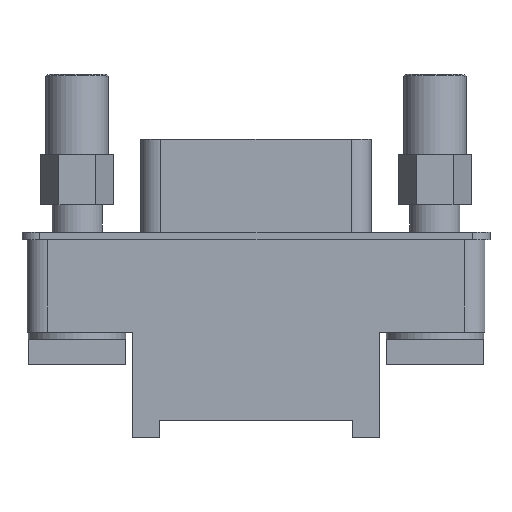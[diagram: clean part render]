
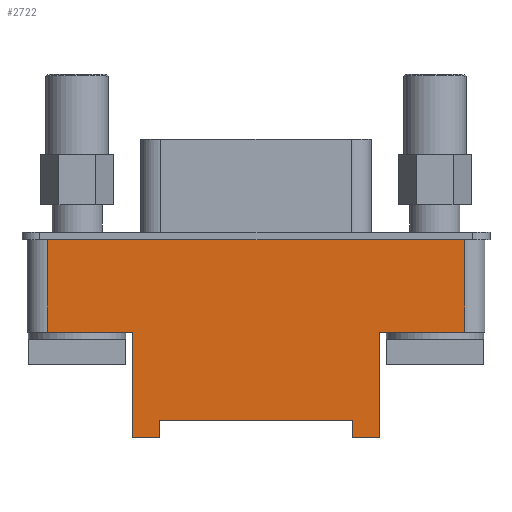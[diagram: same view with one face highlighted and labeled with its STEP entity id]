
A CAD part, top view. The second image highlights one B-rep face of the part: STEP entity #2722.
In plain terms, the highlighted planar face has unit normal (0, 0, 1).
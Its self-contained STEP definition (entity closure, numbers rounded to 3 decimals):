
#2619=CARTESIAN_POINT('',(11.665,-2.788,7.684));
#2620=DIRECTION('',(0.0,0.0,1.0));
#2621=DIRECTION('',(0.0,1.0,0.0));
#2622=AXIS2_PLACEMENT_3D('',#2619,#2620,#2621);
#2623=PLANE('',#2622);
#2624=CARTESIAN_POINT('',(-10.605,3.048,7.683));
#2625=VERTEX_POINT('',#2624);
#2626=CARTESIAN_POINT('',(-6.287,3.048,7.683));
#2627=VERTEX_POINT('',#2626);
#2628=CARTESIAN_POINT('',(-10.605,3.048,7.683));
#2629=DIRECTION('',(1.0,0.0,0.0));
#2630=VECTOR('',#2629,4.318);
#2631=LINE('',#2628,#2630);
#2632=EDGE_CURVE('',#2625,#2627,#2631,.T.);
#2633=ORIENTED_EDGE('',*,*,#2632,.T.);
#2634=CARTESIAN_POINT('',(-6.287,-2.286,7.683));
#2635=VERTEX_POINT('',#2634);
#2636=CARTESIAN_POINT('',(-6.287,3.048,7.683));
#2637=DIRECTION('',(0.0,-1.0,0.0));
#2638=VECTOR('',#2637,5.334);
#2639=LINE('',#2636,#2638);
#2640=EDGE_CURVE('',#2627,#2635,#2639,.T.);
#2641=ORIENTED_EDGE('',*,*,#2640,.T.);
#2642=CARTESIAN_POINT('',(-4.89,-2.286,7.683));
#2643=VERTEX_POINT('',#2642);
#2644=CARTESIAN_POINT('',(-6.287,-2.286,7.683));
#2645=DIRECTION('',(1.0,0.0,0.0));
#2646=VECTOR('',#2645,1.397);
#2647=LINE('',#2644,#2646);
#2648=EDGE_CURVE('',#2635,#2643,#2647,.T.);
#2649=ORIENTED_EDGE('',*,*,#2648,.T.);
#2650=CARTESIAN_POINT('',(-4.89,-1.422,7.683));
#2651=VERTEX_POINT('',#2650);
#2652=CARTESIAN_POINT('',(-4.89,-2.286,7.683));
#2653=DIRECTION('',(0.0,1.0,0.0));
#2654=VECTOR('',#2653,0.864);
#2655=LINE('',#2652,#2654);
#2656=EDGE_CURVE('',#2643,#2651,#2655,.T.);
#2657=ORIENTED_EDGE('',*,*,#2656,.T.);
#2658=CARTESIAN_POINT('',(4.889,-1.422,7.684));
#2659=VERTEX_POINT('',#2658);
#2660=CARTESIAN_POINT('',(4.889,-1.422,7.684));
#2661=DIRECTION('',(-1.0,0.0,0.0));
#2662=VECTOR('',#2661,9.779);
#2663=LINE('',#2660,#2662);
#2664=EDGE_CURVE('',#2659,#2651,#2663,.T.);
#2665=ORIENTED_EDGE('',*,*,#2664,.F.);
#2666=CARTESIAN_POINT('',(4.889,-2.286,7.684));
#2667=VERTEX_POINT('',#2666);
#2668=CARTESIAN_POINT('',(4.889,-2.286,7.684));
#2669=DIRECTION('',(0.0,1.0,0.0));
#2670=VECTOR('',#2669,0.864);
#2671=LINE('',#2668,#2670);
#2672=EDGE_CURVE('',#2667,#2659,#2671,.T.);
#2673=ORIENTED_EDGE('',*,*,#2672,.F.);
#2674=CARTESIAN_POINT('',(6.286,-2.286,7.684));
#2675=VERTEX_POINT('',#2674);
#2676=CARTESIAN_POINT('',(4.889,-2.286,7.684));
#2677=DIRECTION('',(1.0,0.0,0.0));
#2678=VECTOR('',#2677,1.397);
#2679=LINE('',#2676,#2678);
#2680=EDGE_CURVE('',#2667,#2675,#2679,.T.);
#2681=ORIENTED_EDGE('',*,*,#2680,.T.);
#2682=CARTESIAN_POINT('',(6.286,3.048,7.684));
#2683=VERTEX_POINT('',#2682);
#2684=CARTESIAN_POINT('',(6.286,-2.286,7.684));
#2685=DIRECTION('',(0.0,1.0,0.0));
#2686=VECTOR('',#2685,5.334);
#2687=LINE('',#2684,#2686);
#2688=EDGE_CURVE('',#2675,#2683,#2687,.T.);
#2689=ORIENTED_EDGE('',*,*,#2688,.T.);
#2690=CARTESIAN_POINT('',(10.604,3.048,7.684));
#2691=VERTEX_POINT('',#2690);
#2692=CARTESIAN_POINT('',(6.286,3.048,7.684));
#2693=DIRECTION('',(1.0,0.0,0.0));
#2694=VECTOR('',#2693,4.318);
#2695=LINE('',#2692,#2694);
#2696=EDGE_CURVE('',#2683,#2691,#2695,.T.);
#2697=ORIENTED_EDGE('',*,*,#2696,.T.);
#2698=CARTESIAN_POINT('',(10.604,7.747,7.684));
#2699=VERTEX_POINT('',#2698);
#2700=CARTESIAN_POINT('',(10.604,3.048,7.684));
#2701=DIRECTION('',(0.0,1.0,0.0));
#2702=VECTOR('',#2701,4.699);
#2703=LINE('',#2700,#2702);
#2704=EDGE_CURVE('',#2691,#2699,#2703,.T.);
#2705=ORIENTED_EDGE('',*,*,#2704,.T.);
#2706=CARTESIAN_POINT('',(-10.605,7.747,7.683));
#2707=VERTEX_POINT('',#2706);
#2708=CARTESIAN_POINT('',(10.604,7.747,7.684));
#2709=DIRECTION('',(-1.0,0.0,0.0));
#2710=VECTOR('',#2709,21.209);
#2711=LINE('',#2708,#2710);
#2712=EDGE_CURVE('',#2699,#2707,#2711,.T.);
#2713=ORIENTED_EDGE('',*,*,#2712,.T.);
#2714=CARTESIAN_POINT('',(-10.605,7.747,7.683));
#2715=DIRECTION('',(0.0,-1.0,0.0));
#2716=VECTOR('',#2715,4.699);
#2717=LINE('',#2714,#2716);
#2718=EDGE_CURVE('',#2707,#2625,#2717,.T.);
#2719=ORIENTED_EDGE('',*,*,#2718,.T.);
#2720=EDGE_LOOP('',(#2633,#2641,#2649,#2657,#2665,#2673,#2681,#2689,#2697,#2705,#2713,#2719));
#2721=FACE_OUTER_BOUND('',#2720,.T.);
#2722=ADVANCED_FACE('',(#2721),#2623,.T.);
